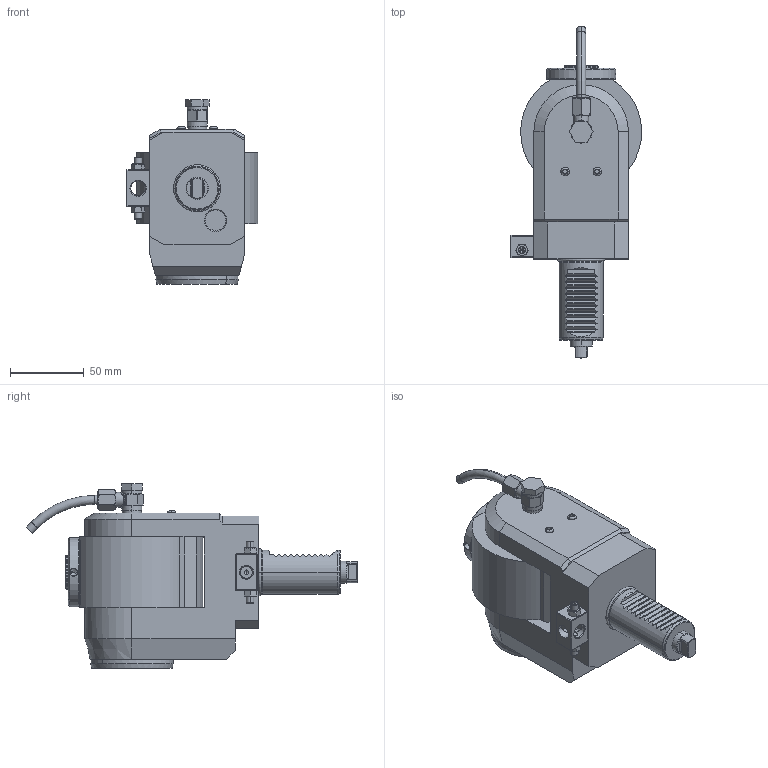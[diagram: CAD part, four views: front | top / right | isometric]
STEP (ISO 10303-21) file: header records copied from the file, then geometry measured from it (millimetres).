
FILE_DESCRIPTION((''),'2;1');
FILE_NAME('NGT1_30_521_16_2_2B','2020-06-12T',('vali'),('NOVA GRUP'),'PRO/ENGINEER BY PARAMETRIC TECHNOLOGY CORPORATION, 2010280','PRO/ENGINEER BY PARAMETRIC TECHNOLOGY CORPORATION, 2010280','');
FILE_SCHEMA(('CONFIG_CONTROL_DESIGN'));
Length unit declared in the file: millimetre
Products named in the file (1): NGT1_30_521_16_2_2B
Bounding box: 89 x 224.67 x 124.9 mm (x, y, z)
Volume: 776913.6 mm3; surface area: 71466.8 mm2
Topology: 1 solids, 3 shells, 510 faces, 1248 edges, 758 vertices
Faces by surface type: plane 218, cylinder 140, cone 74, bspline 46, torus 32
Entity records: 21191 total; most frequent: CARTESIAN_POINT 9755, ORIENTED_EDGE 2456, DIRECTION 2202, EDGE_CURVE 1228, AXIS2_PLACEMENT_3D 798, VERTEX_POINT 758, VECTOR 606, LINE 606
